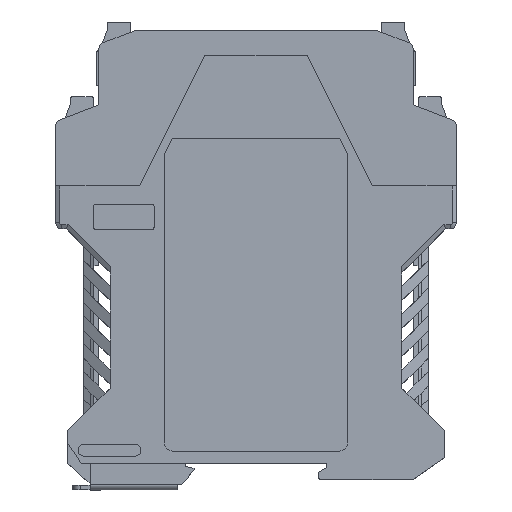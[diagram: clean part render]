
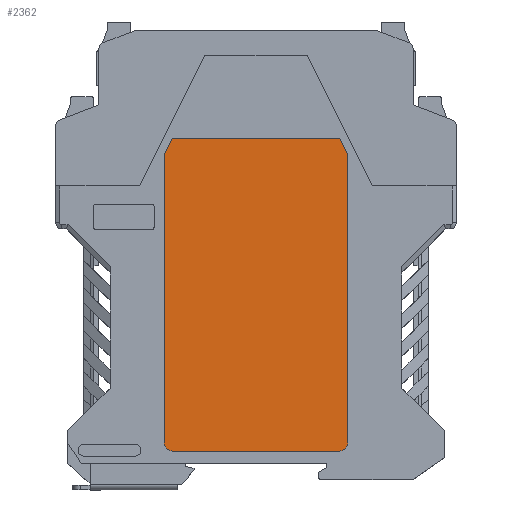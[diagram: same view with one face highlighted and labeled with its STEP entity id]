
A CAD part, top view. The second image highlights one B-rep face of the part: STEP entity #2362.
In plain terms, the highlighted planar face has unit normal (0, 0, 1).
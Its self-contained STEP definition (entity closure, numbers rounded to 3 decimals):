
#864 = CARTESIAN_POINT ( 'NONE',  ( 10.317, 85.35, 100.903 ) ) ;
#1536 = LINE ( 'NONE', #32062, #45648 ) ;
#2362 = ADVANCED_FACE ( 'NONE', ( #26815 ), #33679, .T. ) ;
#3392 = DIRECTION ( 'NONE',  ( 1., 0., 0. ) ) ;
#5541 = VECTOR ( 'NONE', #13272, 1000. ) ;
#5727 = EDGE_CURVE ( 'NONE', #66411, #73066, #33518, .T. ) ;
#5947 = CARTESIAN_POINT ( 'NONE',  ( 53.617, 10.05, 100.903 ) ) ;
#6510 = CARTESIAN_POINT ( 'NONE',  ( 51.617, 10.05, 100.903 ) ) ;
#7132 = AXIS2_PLACEMENT_3D ( 'NONE', #33425, #33346, #33186 ) ;
#7361 = CARTESIAN_POINT ( 'NONE',  ( 8.317, 10.05, 100.903 ) ) ;
#7412 = VERTEX_POINT ( 'NONE', #39926 ) ;
#8319 = VECTOR ( 'NONE', #46903, 1000. ) ;
#8670 = EDGE_CURVE ( 'NONE', #47539, #11619, #51957, .T. ) ;
#9524 = VERTEX_POINT ( 'NONE', #59903 ) ;
#11619 = VERTEX_POINT ( 'NONE', #39611 ) ;
#11624 = CARTESIAN_POINT ( 'NONE',  ( 10.317, 85.35, 100.903 ) ) ;
#11725 = DIRECTION ( 'NONE',  ( 0., 1., 0. ) ) ;
#12077 = ORIENTED_EDGE ( 'NONE', *, *, #40966, .T. ) ;
#12310 = DIRECTION ( 'NONE',  ( 1., 0., 0. ) ) ;
#13171 = ORIENTED_EDGE ( 'NONE', *, *, #72850, .T. ) ;
#13272 = DIRECTION ( 'NONE',  ( 0., -1., 0. ) ) ;
#19685 = VECTOR ( 'NONE', #21679, 1000. ) ;
#20874 = LINE ( 'NONE', #71113, #5541 ) ;
#21679 = DIRECTION ( 'NONE',  ( -1., 0., 0. ) ) ;
#22520 = EDGE_CURVE ( 'NONE', #7412, #42544, #56133, .T. ) ;
#26249 = DIRECTION ( 'NONE',  ( 1., 0., 0. ) ) ;
#26815 = FACE_OUTER_BOUND ( 'NONE', #30431, .T. ) ;
#28573 = EDGE_CURVE ( 'NONE', #73066, #49878, #34942, .T. ) ;
#29128 = CARTESIAN_POINT ( 'NONE',  ( 53.617, 10.05, 100.903 ) ) ;
#30431 = EDGE_LOOP ( 'NONE', ( #60668, #62989, #13171, #12077, #57199, #62595, #58650, #57896 ) ) ;
#32062 = CARTESIAN_POINT ( 'NONE',  ( 10.317, 8.05, 100.903 ) ) ;
#33186 = DIRECTION ( 'NONE',  ( 1., 0., 0. ) ) ;
#33346 = DIRECTION ( 'NONE',  ( 0., 0., 1. ) ) ;
#33425 = CARTESIAN_POINT ( 'NONE',  ( 37.432, 81.004, 100.903 ) ) ;
#33518 = LINE ( 'NONE', #71192, #62321 ) ;
#33600 = EDGE_CURVE ( 'NONE', #11619, #7412, #1536, .T. ) ;
#33679 = PLANE ( 'NONE',  #7132 ) ;
#34942 = LINE ( 'NONE', #50376, #19685 ) ;
#37821 = DIRECTION ( 'NONE',  ( 0., 0., 1. ) ) ;
#38717 = AXIS2_PLACEMENT_3D ( 'NONE', #6510, #46768, #12310 ) ;
#38939 = AXIS2_PLACEMENT_3D ( 'NONE', #72314, #37821, #3392 ) ;
#39611 = CARTESIAN_POINT ( 'NONE',  ( 10.317, 8.05, 100.903 ) ) ;
#39926 = CARTESIAN_POINT ( 'NONE',  ( 51.617, 8.05, 100.903 ) ) ;
#40966 = EDGE_CURVE ( 'NONE', #9524, #47539, #20874, .T. ) ;
#42512 = DIRECTION ( 'NONE',  ( -0.447, 0.894, 0. ) ) ;
#42544 = VERTEX_POINT ( 'NONE', #29128 ) ;
#43332 = CARTESIAN_POINT ( 'NONE',  ( 51.617, 85.35, 100.903 ) ) ;
#45648 = VECTOR ( 'NONE', #26249, 1000. ) ;
#46768 = DIRECTION ( 'NONE',  ( 0., 0., 1. ) ) ;
#46903 = DIRECTION ( 'NONE',  ( -0.447, -0.894, 0. ) ) ;
#47539 = VERTEX_POINT ( 'NONE', #7361 ) ;
#49878 = VERTEX_POINT ( 'NONE', #11624 ) ;
#50376 = CARTESIAN_POINT ( 'NONE',  ( 51.617, 85.35, 100.903 ) ) ;
#51189 = LINE ( 'NONE', #5947, #62847 ) ;
#51957 = CIRCLE ( 'NONE', #38939, 2. ) ;
#52411 = LINE ( 'NONE', #864, #8319 ) ;
#56133 = CIRCLE ( 'NONE', #38717, 2. ) ;
#57199 = ORIENTED_EDGE ( 'NONE', *, *, #8670, .T. ) ;
#57896 = ORIENTED_EDGE ( 'NONE', *, *, #68867, .T. ) ;
#58650 = ORIENTED_EDGE ( 'NONE', *, *, #22520, .T. ) ;
#59903 = CARTESIAN_POINT ( 'NONE',  ( 8.317, 81.35, 100.903 ) ) ;
#60668 = ORIENTED_EDGE ( 'NONE', *, *, #5727, .T. ) ;
#62321 = VECTOR ( 'NONE', #42512, 1000. ) ;
#62595 = ORIENTED_EDGE ( 'NONE', *, *, #33600, .T. ) ;
#62847 = VECTOR ( 'NONE', #11725, 1000. ) ;
#62989 = ORIENTED_EDGE ( 'NONE', *, *, #28573, .T. ) ;
#66411 = VERTEX_POINT ( 'NONE', #68042 ) ;
#68042 = CARTESIAN_POINT ( 'NONE',  ( 53.617, 81.35, 100.903 ) ) ;
#68867 = EDGE_CURVE ( 'NONE', #42544, #66411, #51189, .T. ) ;
#71113 = CARTESIAN_POINT ( 'NONE',  ( 8.317, 81.35, 100.903 ) ) ;
#71192 = CARTESIAN_POINT ( 'NONE',  ( 53.617, 81.35, 100.903 ) ) ;
#72314 = CARTESIAN_POINT ( 'NONE',  ( 10.317, 10.05, 100.903 ) ) ;
#72850 = EDGE_CURVE ( 'NONE', #49878, #9524, #52411, .T. ) ;
#73066 = VERTEX_POINT ( 'NONE', #43332 ) ;
